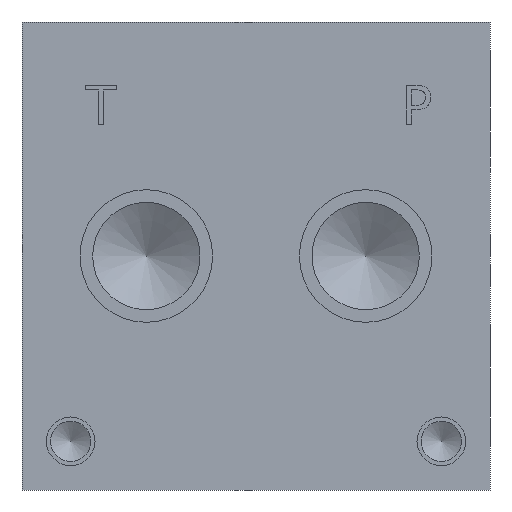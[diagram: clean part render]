
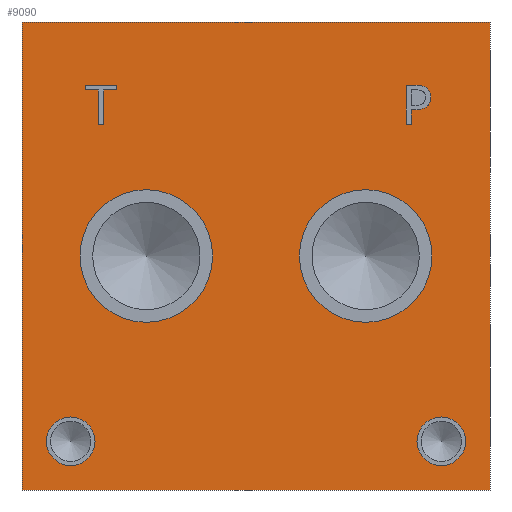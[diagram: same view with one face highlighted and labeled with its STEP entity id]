
A CAD part, left-side view. The second image highlights one B-rep face of the part: STEP entity #9090.
In plain terms, the highlighted planar face has unit normal (-1, 0, 0).
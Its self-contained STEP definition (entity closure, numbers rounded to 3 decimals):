
#78=CIRCLE('',#9466,10.795);
#79=CIRCLE('',#9467,10.795);
#80=CIRCLE('',#9468,10.795);
#81=CIRCLE('',#9469,10.795);
#82=CIRCLE('',#9470,3.962);
#83=CIRCLE('',#9471,3.962);
#84=CIRCLE('',#9472,3.962);
#85=CIRCLE('',#9473,3.962);
#225=FACE_BOUND('',#1443,.T.);
#226=FACE_BOUND('',#1444,.T.);
#227=FACE_BOUND('',#1445,.T.);
#228=FACE_BOUND('',#1446,.T.);
#229=FACE_BOUND('',#1447,.T.);
#230=FACE_BOUND('',#1448,.T.);
#521=PLANE('',#9465);
#935=FACE_OUTER_BOUND('',#1442,.T.);
#1442=EDGE_LOOP('',(#7785,#7786,#7787,#7788));
#1443=EDGE_LOOP('',(#7789,#7790));
#1444=EDGE_LOOP('',(#7791,#7792));
#1445=EDGE_LOOP('',(#7793,#7794));
#1446=EDGE_LOOP('',(#7795,#7796));
#1447=EDGE_LOOP('',(#7797,#7798,#7799,#7800,#7801,#7802,#7803,#7804));
#1448=EDGE_LOOP('',(#7805,#7806,#7807,#7808,#7809,#7810,#7811,#7812,#7813));
#1827=LINE('',#13393,#2728);
#2357=LINE('',#15114,#3258);
#2360=LINE('',#15120,#3261);
#2363=LINE('',#15126,#3264);
#2366=LINE('',#15132,#3267);
#2369=LINE('',#15138,#3270);
#2373=LINE('',#15180,#3274);
#2374=LINE('',#15182,#3275);
#2375=LINE('',#15183,#3276);
#2376=LINE('',#15202,#3277);
#2377=LINE('',#15204,#3278);
#2378=LINE('',#15206,#3279);
#2379=LINE('',#15208,#3280);
#2380=LINE('',#15210,#3281);
#2381=LINE('',#15212,#3282);
#2382=LINE('',#15214,#3283);
#2383=LINE('',#15215,#3284);
#2728=VECTOR('',#10077,10.);
#3258=VECTOR('',#11007,10.);
#3261=VECTOR('',#11012,10.);
#3264=VECTOR('',#11017,10.);
#3267=VECTOR('',#11022,10.);
#3270=VECTOR('',#11027,10.);
#3274=VECTOR('',#11035,10.);
#3275=VECTOR('',#11036,10.);
#3276=VECTOR('',#11037,10.);
#3277=VECTOR('',#11054,10.);
#3278=VECTOR('',#11055,10.);
#3279=VECTOR('',#11056,10.);
#3280=VECTOR('',#11057,10.);
#3281=VECTOR('',#11058,10.);
#3282=VECTOR('',#11059,10.);
#3283=VECTOR('',#11060,10.);
#3284=VECTOR('',#11061,10.);
#3581=B_SPLINE_CURVE_WITH_KNOTS('',2,(#15081,#15082,#15083,#15084),
 .UNSPECIFIED.,.F.,.F.,(3,1,3),(0.,1.,2.),.UNSPECIFIED.);
#3583=B_SPLINE_CURVE_WITH_KNOTS('',2,(#15102,#15103,#15104,#15105),
 .UNSPECIFIED.,.F.,.F.,(3,1,3),(0.,1.,2.),.UNSPECIFIED.);
#3585=B_SPLINE_CURVE_WITH_KNOTS('',2,(#15151,#15152,#15153,#15154),
 .UNSPECIFIED.,.F.,.F.,(3,1,3),(0.,1.,2.),.UNSPECIFIED.);
#3587=B_SPLINE_CURVE_WITH_KNOTS('',2,(#15169,#15170,#15171,#15172),
 .UNSPECIFIED.,.F.,.F.,(3,1,3),(0.,1.,2.),.UNSPECIFIED.);
#3875=VERTEX_POINT('',#13386);
#3878=VERTEX_POINT('',#13391);
#4287=VERTEX_POINT('',#15079);
#4288=VERTEX_POINT('',#15080);
#4291=VERTEX_POINT('',#15101);
#4293=VERTEX_POINT('',#15113);
#4295=VERTEX_POINT('',#15119);
#4297=VERTEX_POINT('',#15125);
#4299=VERTEX_POINT('',#15131);
#4301=VERTEX_POINT('',#15137);
#4303=VERTEX_POINT('',#15150);
#4305=VERTEX_POINT('',#15179);
#4306=VERTEX_POINT('',#15181);
#4307=VERTEX_POINT('',#15184);
#4308=VERTEX_POINT('',#15185);
#4309=VERTEX_POINT('',#15188);
#4310=VERTEX_POINT('',#15189);
#4311=VERTEX_POINT('',#15192);
#4312=VERTEX_POINT('',#15193);
#4313=VERTEX_POINT('',#15196);
#4314=VERTEX_POINT('',#15197);
#4315=VERTEX_POINT('',#15200);
#4316=VERTEX_POINT('',#15201);
#4317=VERTEX_POINT('',#15203);
#4318=VERTEX_POINT('',#15205);
#4319=VERTEX_POINT('',#15207);
#4320=VERTEX_POINT('',#15209);
#4321=VERTEX_POINT('',#15211);
#4322=VERTEX_POINT('',#15213);
#4880=EDGE_CURVE('',#3875,#3878,#1827,.T.);
#5487=EDGE_CURVE('',#4287,#4288,#3581,.T.);
#5491=EDGE_CURVE('',#4291,#4287,#3583,.T.);
#5494=EDGE_CURVE('',#4293,#4291,#2357,.T.);
#5497=EDGE_CURVE('',#4295,#4293,#2360,.T.);
#5500=EDGE_CURVE('',#4297,#4295,#2363,.T.);
#5503=EDGE_CURVE('',#4299,#4297,#2366,.T.);
#5506=EDGE_CURVE('',#4301,#4299,#2369,.T.);
#5509=EDGE_CURVE('',#4303,#4301,#3585,.T.);
#5512=EDGE_CURVE('',#4288,#4303,#3587,.T.);
#5514=EDGE_CURVE('',#4305,#3875,#2373,.T.);
#5515=EDGE_CURVE('',#4306,#3878,#2374,.T.);
#5516=EDGE_CURVE('',#4305,#4306,#2375,.T.);
#5517=EDGE_CURVE('',#4307,#4308,#78,.T.);
#5518=EDGE_CURVE('',#4308,#4307,#79,.T.);
#5519=EDGE_CURVE('',#4309,#4310,#80,.T.);
#5520=EDGE_CURVE('',#4310,#4309,#81,.T.);
#5521=EDGE_CURVE('',#4311,#4312,#82,.T.);
#5522=EDGE_CURVE('',#4312,#4311,#83,.T.);
#5523=EDGE_CURVE('',#4313,#4314,#84,.T.);
#5524=EDGE_CURVE('',#4314,#4313,#85,.T.);
#5525=EDGE_CURVE('',#4315,#4316,#2376,.T.);
#5526=EDGE_CURVE('',#4316,#4317,#2377,.T.);
#5527=EDGE_CURVE('',#4317,#4318,#2378,.T.);
#5528=EDGE_CURVE('',#4318,#4319,#2379,.T.);
#5529=EDGE_CURVE('',#4319,#4320,#2380,.T.);
#5530=EDGE_CURVE('',#4320,#4321,#2381,.T.);
#5531=EDGE_CURVE('',#4321,#4322,#2382,.T.);
#5532=EDGE_CURVE('',#4322,#4315,#2383,.T.);
#7785=ORIENTED_EDGE('',*,*,#5514,.T.);
#7786=ORIENTED_EDGE('',*,*,#4880,.T.);
#7787=ORIENTED_EDGE('',*,*,#5515,.F.);
#7788=ORIENTED_EDGE('',*,*,#5516,.F.);
#7789=ORIENTED_EDGE('',*,*,#5517,.T.);
#7790=ORIENTED_EDGE('',*,*,#5518,.T.);
#7791=ORIENTED_EDGE('',*,*,#5519,.T.);
#7792=ORIENTED_EDGE('',*,*,#5520,.T.);
#7793=ORIENTED_EDGE('',*,*,#5521,.T.);
#7794=ORIENTED_EDGE('',*,*,#5522,.T.);
#7795=ORIENTED_EDGE('',*,*,#5523,.T.);
#7796=ORIENTED_EDGE('',*,*,#5524,.T.);
#7797=ORIENTED_EDGE('',*,*,#5525,.T.);
#7798=ORIENTED_EDGE('',*,*,#5526,.T.);
#7799=ORIENTED_EDGE('',*,*,#5527,.T.);
#7800=ORIENTED_EDGE('',*,*,#5528,.T.);
#7801=ORIENTED_EDGE('',*,*,#5529,.T.);
#7802=ORIENTED_EDGE('',*,*,#5530,.T.);
#7803=ORIENTED_EDGE('',*,*,#5531,.T.);
#7804=ORIENTED_EDGE('',*,*,#5532,.T.);
#7805=ORIENTED_EDGE('',*,*,#5487,.T.);
#7806=ORIENTED_EDGE('',*,*,#5512,.T.);
#7807=ORIENTED_EDGE('',*,*,#5509,.T.);
#7808=ORIENTED_EDGE('',*,*,#5506,.T.);
#7809=ORIENTED_EDGE('',*,*,#5503,.T.);
#7810=ORIENTED_EDGE('',*,*,#5500,.T.);
#7811=ORIENTED_EDGE('',*,*,#5497,.T.);
#7812=ORIENTED_EDGE('',*,*,#5494,.T.);
#7813=ORIENTED_EDGE('',*,*,#5491,.T.);
#9090=ADVANCED_FACE('',(#935,#225,#226,#227,#228,#229,#230),#521,.T.);
#9465=AXIS2_PLACEMENT_3D('',#15178,#11033,#11034);
#9466=AXIS2_PLACEMENT_3D('',#15186,#11038,#11039);
#9467=AXIS2_PLACEMENT_3D('',#15187,#11040,#11041);
#9468=AXIS2_PLACEMENT_3D('',#15190,#11042,#11043);
#9469=AXIS2_PLACEMENT_3D('',#15191,#11044,#11045);
#9470=AXIS2_PLACEMENT_3D('',#15194,#11046,#11047);
#9471=AXIS2_PLACEMENT_3D('',#15195,#11048,#11049);
#9472=AXIS2_PLACEMENT_3D('',#15198,#11050,#11051);
#9473=AXIS2_PLACEMENT_3D('',#15199,#11052,#11053);
#10077=DIRECTION('',(0.,0.,1.));
#11007=DIRECTION('',(0.,-1.,0.));
#11012=DIRECTION('',(0.,0.,1.));
#11017=DIRECTION('',(0.,1.,0.));
#11022=DIRECTION('',(0.,0.,-1.));
#11027=DIRECTION('',(0.,1.,0.));
#11033=DIRECTION('center_axis',(-1.,0.,0.));
#11034=DIRECTION('ref_axis',(0.,-1.,0.));
#11035=DIRECTION('',(0.,-1.,0.));
#11036=DIRECTION('',(0.,-1.,0.));
#11037=DIRECTION('',(0.,0.,1.));
#11038=DIRECTION('center_axis',(1.,0.,0.));
#11039=DIRECTION('ref_axis',(0.,1.,0.));
#11040=DIRECTION('center_axis',(1.,0.,0.));
#11041=DIRECTION('ref_axis',(0.,1.,0.));
#11042=DIRECTION('center_axis',(1.,0.,0.));
#11043=DIRECTION('ref_axis',(0.,1.,0.));
#11044=DIRECTION('center_axis',(1.,0.,0.));
#11045=DIRECTION('ref_axis',(0.,1.,0.));
#11046=DIRECTION('center_axis',(1.,0.,0.));
#11047=DIRECTION('ref_axis',(0.,1.,0.));
#11048=DIRECTION('center_axis',(1.,0.,0.));
#11049=DIRECTION('ref_axis',(0.,1.,0.));
#11050=DIRECTION('center_axis',(1.,0.,0.));
#11051=DIRECTION('ref_axis',(0.,1.,0.));
#11052=DIRECTION('center_axis',(1.,0.,0.));
#11053=DIRECTION('ref_axis',(0.,1.,0.));
#11054=DIRECTION('',(0.,1.,0.));
#11055=DIRECTION('',(0.,0.,1.));
#11056=DIRECTION('',(0.,1.,0.));
#11057=DIRECTION('',(0.,0.,1.));
#11058=DIRECTION('',(0.,-1.,0.));
#11059=DIRECTION('',(0.,0.,-1.));
#11060=DIRECTION('',(0.,1.,0.));
#11061=DIRECTION('',(0.,0.,-1.));
#13386=CARTESIAN_POINT('',(0.,0.,0.));
#13391=CARTESIAN_POINT('',(0.,0.,76.2));
#13393=CARTESIAN_POINT('',(0.,0.,0.));
#15079=CARTESIAN_POINT('',(0.,10.387,65.485));
#15080=CARTESIAN_POINT('',(0.,9.63,63.967));
#15081=CARTESIAN_POINT('Ctrl Pts',(0.,10.387,65.485));
#15082=CARTESIAN_POINT('Ctrl Pts',(0.,10.032,65.243));
#15083=CARTESIAN_POINT('Ctrl Pts',(0.,9.63,64.497));
#15084=CARTESIAN_POINT('Ctrl Pts',(0.,9.63,63.967));
#15101=CARTESIAN_POINT('',(0.,12.049,65.881));
#15102=CARTESIAN_POINT('Ctrl Pts',(0.,12.049,65.881));
#15103=CARTESIAN_POINT('Ctrl Pts',(0.,11.483,65.881));
#15104=CARTESIAN_POINT('Ctrl Pts',(0.,10.691,65.696));
#15105=CARTESIAN_POINT('Ctrl Pts',(0.,10.387,65.485));
#15113=CARTESIAN_POINT('',(0.,13.644,65.881));
#15114=CARTESIAN_POINT('',(0.,44.922,65.881));
#15119=CARTESIAN_POINT('',(0.,13.644,59.531));
#15120=CARTESIAN_POINT('',(0.,13.644,29.766));
#15125=CARTESIAN_POINT('',(0.,12.8,59.531));
#15126=CARTESIAN_POINT('',(0.,44.5,59.531));
#15131=CARTESIAN_POINT('',(0.,12.8,61.898));
#15132=CARTESIAN_POINT('',(0.,12.8,30.949));
#15137=CARTESIAN_POINT('',(0.,12.085,61.898));
#15138=CARTESIAN_POINT('',(0.,44.143,61.898));
#15150=CARTESIAN_POINT('',(0.,10.186,62.557));
#15151=CARTESIAN_POINT('Ctrl Pts',(0.,10.186,62.557));
#15152=CARTESIAN_POINT('Ctrl Pts',(0.,10.516,62.233));
#15153=CARTESIAN_POINT('Ctrl Pts',(0.,11.406,61.898));
#15154=CARTESIAN_POINT('Ctrl Pts',(0.,12.085,61.898));
#15169=CARTESIAN_POINT('Ctrl Pts',(0.,9.63,63.967));
#15170=CARTESIAN_POINT('Ctrl Pts',(0.,9.63,63.555));
#15171=CARTESIAN_POINT('Ctrl Pts',(0.,9.924,62.814));
#15172=CARTESIAN_POINT('Ctrl Pts',(0.,10.186,62.557));
#15178=CARTESIAN_POINT('Origin',(0.,76.2,0.));
#15179=CARTESIAN_POINT('',(0.,76.2,0.));
#15180=CARTESIAN_POINT('',(0.,76.2,0.));
#15181=CARTESIAN_POINT('',(0.,76.2,76.2));
#15182=CARTESIAN_POINT('',(0.,76.2,76.2));
#15183=CARTESIAN_POINT('',(0.,76.2,0.));
#15184=CARTESIAN_POINT('',(0.,31.039,38.1));
#15185=CARTESIAN_POINT('',(0.,9.449,38.1));
#15186=CARTESIAN_POINT('Origin',(0.,20.244,38.1));
#15187=CARTESIAN_POINT('Origin',(0.,20.244,38.1));
#15188=CARTESIAN_POINT('',(0.,66.751,38.1));
#15189=CARTESIAN_POINT('',(0.,45.161,38.1));
#15190=CARTESIAN_POINT('Origin',(0.,55.956,38.1));
#15191=CARTESIAN_POINT('Origin',(0.,55.956,38.1));
#15192=CARTESIAN_POINT('',(0.,72.238,7.925));
#15193=CARTESIAN_POINT('',(0.,64.313,7.925));
#15194=CARTESIAN_POINT('Origin',(0.,68.275,7.925));
#15195=CARTESIAN_POINT('Origin',(0.,68.275,7.925));
#15196=CARTESIAN_POINT('',(0.,11.887,7.925));
#15197=CARTESIAN_POINT('',(0.,3.962,7.925));
#15198=CARTESIAN_POINT('Origin',(0.,7.925,7.925));
#15199=CARTESIAN_POINT('Origin',(0.,7.925,7.925));
#15200=CARTESIAN_POINT('',(0.,62.912,59.531));
#15201=CARTESIAN_POINT('',(0.,63.756,59.531));
#15202=CARTESIAN_POINT('',(0.,69.556,59.531));
#15203=CARTESIAN_POINT('',(0.,63.756,65.13));
#15204=CARTESIAN_POINT('',(0.,63.756,29.766));
#15205=CARTESIAN_POINT('',(0.,65.886,65.13));
#15206=CARTESIAN_POINT('',(0.,69.978,65.13));
#15207=CARTESIAN_POINT('',(0.,65.886,65.881));
#15208=CARTESIAN_POINT('',(0.,65.886,32.565));
#15209=CARTESIAN_POINT('',(0.,60.782,65.881));
#15210=CARTESIAN_POINT('',(0.,71.043,65.881));
#15211=CARTESIAN_POINT('',(0.,60.782,65.13));
#15212=CARTESIAN_POINT('',(0.,60.782,32.941));
#15213=CARTESIAN_POINT('',(0.,62.912,65.13));
#15214=CARTESIAN_POINT('',(0.,68.491,65.13));
#15215=CARTESIAN_POINT('',(0.,62.912,32.565));
